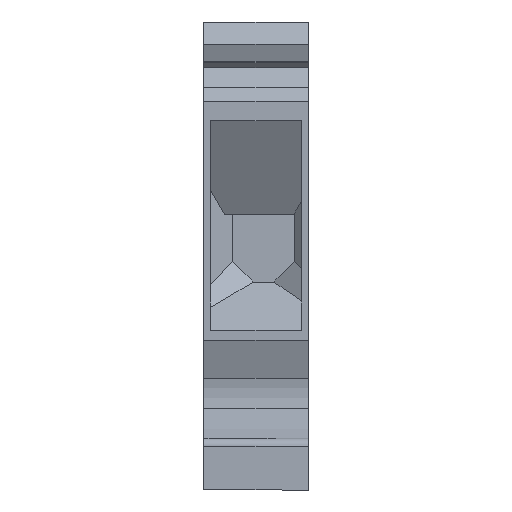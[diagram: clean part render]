
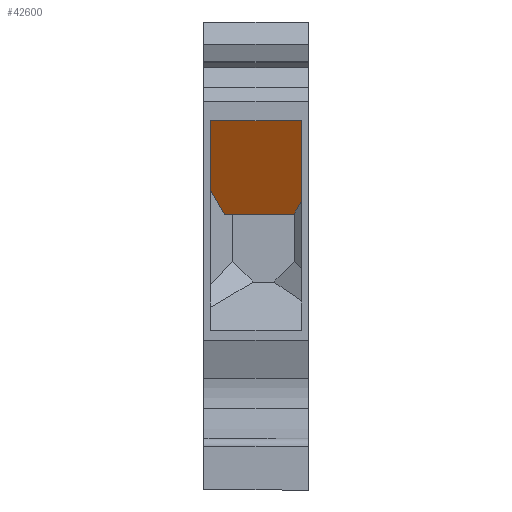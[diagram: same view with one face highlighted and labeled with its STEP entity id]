
A CAD part, front view. The second image highlights one B-rep face of the part: STEP entity #42600.
In plain terms, the highlighted face is planar.
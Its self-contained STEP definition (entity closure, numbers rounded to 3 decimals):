
#10380=CARTESIAN_POINT('',(-22.8,26.786,
7.35));
#10390=VERTEX_POINT('',#10380);
#10540=CARTESIAN_POINT('',(-22.,25.4,
6.55));
#10550=VERTEX_POINT('',#10540);
#10580=CARTESIAN_POINT('',(-7.335,0.,
-8.115));
#10590=DIRECTION('',(-0.447,0.775,
0.447));
#10600=VECTOR('',#10590,1.);
#10610=LINE('',#10580,#10600);
#10620=EDGE_CURVE('',#10550,#10390,#10610,.T.);
#10830=CARTESIAN_POINT('',(-21.92,25.261,
6.55));
#10840=VERTEX_POINT('',#10830);
#11090=CARTESIAN_POINT('',(-21.92,25.261,
-1.57));
#11100=VERTEX_POINT('',#11090);
#11130=CARTESIAN_POINT('',(-21.92,25.261,0.));
#11140=DIRECTION('',(0.,0.,1.));
#11150=VECTOR('',#11140,1.);
#11160=LINE('',#11130,#11150);
#11170=EDGE_CURVE('',#11100,#10840,#11160,.T.);
#15580=CARTESIAN_POINT('',(-28.2,36.139,
-3.2));
#15590=VERTEX_POINT('',#15580);
#15760=CARTESIAN_POINT('',(-28.2,36.139,
7.35));
#15770=VERTEX_POINT('',#15760);
#15800=CARTESIAN_POINT('',(-28.2,36.139,0.));
#15810=DIRECTION('',(0.,0.,1.));
#15820=VECTOR('',#15810,1.);
#15830=LINE('',#15800,#15820);
#15840=EDGE_CURVE('',#15590,#15770,#15830,.T.);
#41690=CARTESIAN_POINT('',(-23.55,28.085,
-3.2));
#41700=VERTEX_POINT('',#41690);
#41830=CARTESIAN_POINT('',(-7.335,0.,
-3.2));
#41840=DIRECTION('',(-0.5,0.866,0.));
#41850=VECTOR('',#41840,1.);
#41860=LINE('',#41830,#41850);
#41870=EDGE_CURVE('',#41700,#15590,#41860,.T.);
#42050=CARTESIAN_POINT('',(-7.335,0.,
13.015));
#42060=DIRECTION('',(0.447,-0.775,
0.447));
#42070=VECTOR('',#42060,1.);
#42080=LINE('',#42050,#42070);
#42090=EDGE_CURVE('',#41700,#11100,#42080,.T.);
#42360=CARTESIAN_POINT('',(-28.359,36.413,
7.617));
#42370=DIRECTION('',(-0.866,-0.5,-0.));
#42380=DIRECTION('',(-0.5,0.866,0.));
#42390=AXIS2_PLACEMENT_3D('',#42360,#42370,#42380);
#42400=PLANE('',#42390);
#42410=ORIENTED_EDGE('',*,*,#41870,.F.);
#42420=ORIENTED_EDGE('',*,*,#15840,.F.);
#42430=CARTESIAN_POINT('',(-7.335,0.,
7.35));
#42440=DIRECTION('',(0.5,-0.866,0.));
#42450=VECTOR('',#42440,1.);
#42460=LINE('',#42430,#42450);
#42470=EDGE_CURVE('',#15770,#10390,#42460,.T.);
#42480=ORIENTED_EDGE('',*,*,#42470,.F.);
#42490=ORIENTED_EDGE('',*,*,#10620,.T.);
#42500=CARTESIAN_POINT('',(-7.335,0.,
6.55));
#42510=DIRECTION('',(-0.5,0.866,0.));
#42520=VECTOR('',#42510,1.);
#42530=LINE('',#42500,#42520);
#42540=EDGE_CURVE('',#10840,#10550,#42530,.T.);
#42550=ORIENTED_EDGE('',*,*,#42540,.T.);
#42560=ORIENTED_EDGE('',*,*,#11170,.T.);
#42570=ORIENTED_EDGE('',*,*,#42090,.T.);
#42580=EDGE_LOOP('',(#42570,#42560,#42550,#42490,#42480,#42420,#42410));
#42590=FACE_OUTER_BOUND('',#42580,.T.);
#42600=ADVANCED_FACE('',(#42590),#42400,.T.);
